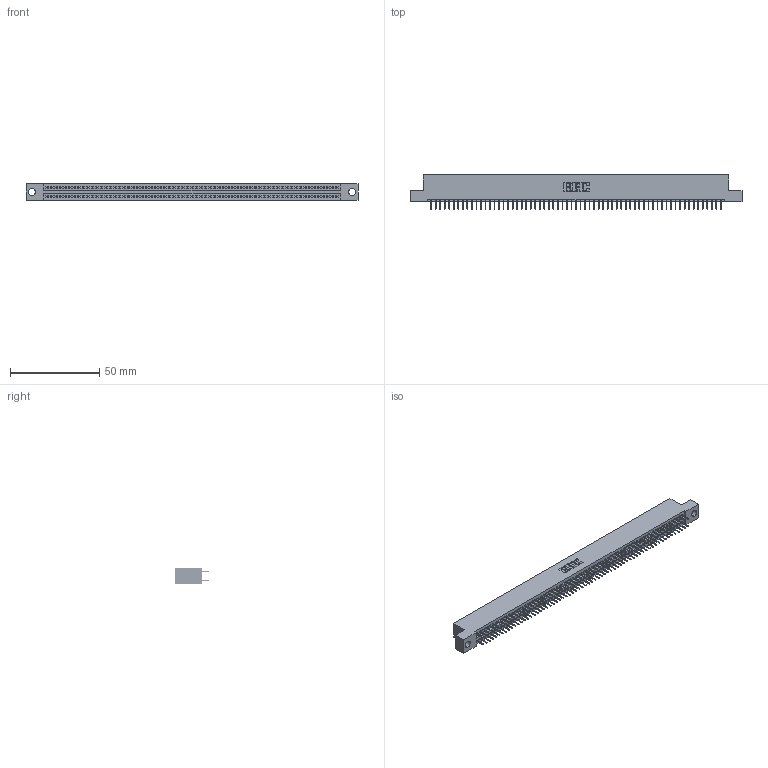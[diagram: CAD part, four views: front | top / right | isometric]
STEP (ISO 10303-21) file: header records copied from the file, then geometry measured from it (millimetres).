
FILE_DESCRIPTION (( 'STEP AP203' ), '1' );
FILE_NAME ('345-130-524-204.STEP', '2018-10-19T23:49:41', ( '' ), ( '' ), 'SwSTEP 2.0', 'SolidWorks 2016', '' );
FILE_SCHEMA (( 'CONFIG_CONTROL_DESIGN' ));
Length unit declared in the file: inch
Products named in the file (3): 345-292-001_345-293-124; 345 Part_Flush Mounting Lugs - 0.156 Dia-TH; 345-130-524-204
Assembly tree (131 placements, depth 2):
  345-130-524-204
    345 Part_Flush Mounting Lugs - 0.156 Dia-TH
    345-292-001_345-293-124  x130
Bounding box: 186.31 x 19.35 x 9.4 mm (x, y, z)
Volume: 18027.2 mm3; surface area: 26388.5 mm2
Topology: 131 solids, 131 shells, 7146 faces, 20231 edges, 12966 vertices
Faces by surface type: plane 5150, cylinder 1996
Entity records: 47981 total; most frequent: CARTESIAN_POINT 8020, ORIENTED_EDGE 7954, DIRECTION 7045, EDGE_CURVE 3977, VECTOR 3589, LINE 3589, VERTEX_POINT 2646, AXIS2_PLACEMENT_3D 1728
